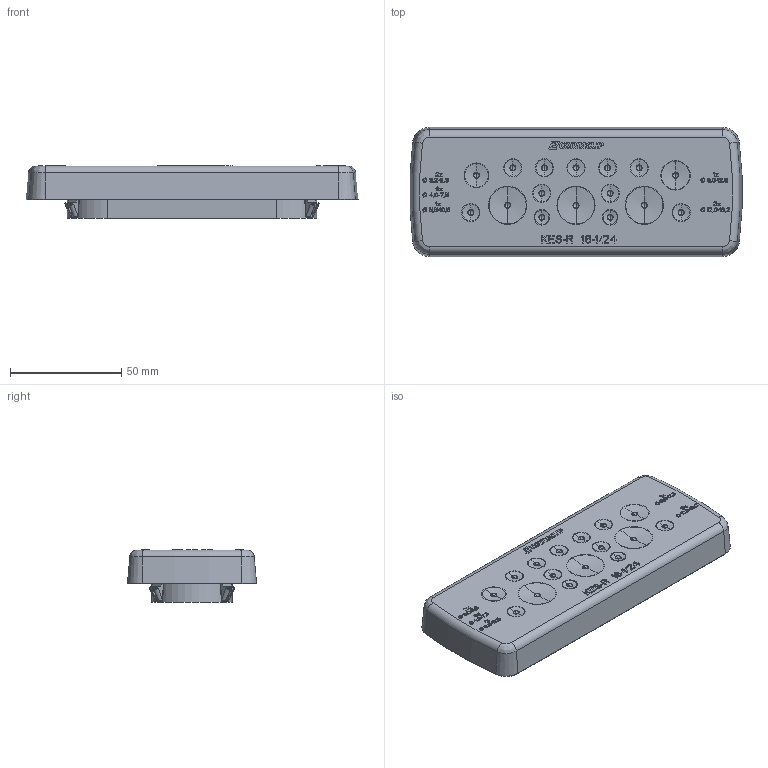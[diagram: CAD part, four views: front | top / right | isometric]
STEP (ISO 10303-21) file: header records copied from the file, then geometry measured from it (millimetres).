
FILE_DESCRIPTION(/* description */ (''),/* implementation_level */ '2;1');
FILE_NAME(/* name */ 'KES-R_16-1-24.stp',/* time_stamp */ '2018-01-25T14:11:07+01:00',/* author */ (''),/* organization */ (''),/* preprocessor_version */ 'ST-DEVELOPER v16',/* originating_system */ 'SIEMENS PLM Software NX 10.0',/* authorisation */ '');
FILE_SCHEMA (('CONFIG_CONTROL_DESIGN'));
Length unit declared in the file: millimetre
Products named in the file (1): model2
Bounding box: 149.26 x 58.07 x 23.65 mm (x, y, z)
Volume: 153433.6 mm3; surface area: 25224.5 mm2
Topology: 1 solids, 1 shells, 2100 faces, 5714 edges, 3710 vertices
Faces by surface type: plane 1756, cylinder 120, sphere 88, torus 78, bspline 52, cone 6
Entity records: 67088 total; most frequent: CARTESIAN_POINT 14151, ORIENTED_EDGE 11364, DIRECTION 10214, EDGE_CURVE 5682, LINE 5020, VECTOR 5020, VERTEX_POINT 3710, AXIS2_PLACEMENT_3D 2597
